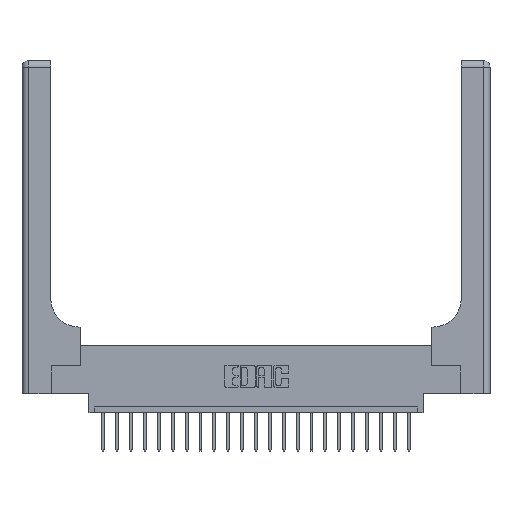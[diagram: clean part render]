
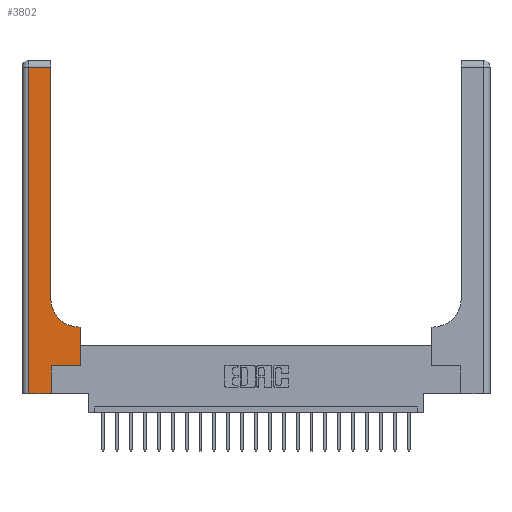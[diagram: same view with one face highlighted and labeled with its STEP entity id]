
A CAD part, top view. The second image highlights one B-rep face of the part: STEP entity #3802.
In plain terms, the highlighted planar face has unit normal (0, 0, 1).
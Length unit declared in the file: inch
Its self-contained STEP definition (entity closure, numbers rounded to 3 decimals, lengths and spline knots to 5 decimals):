
#369 = VECTOR ( 'NONE', #15919, 39.37008 ) ;
#507 = ORIENTED_EDGE ( 'NONE', *, *, #14267, .T. ) ;
#1115 = VECTOR ( 'NONE', #10018, 39.37008 ) ;
#1125 = CARTESIAN_POINT ( 'NONE',  ( 0.265, 0.25, 0.37 ) ) ;
#1179 = CARTESIAN_POINT ( 'NONE',  ( 0.265, 0., 0.37 ) ) ;
#1257 = DIRECTION ( 'NONE',  ( -1., 0., 0. ) ) ;
#1471 = CARTESIAN_POINT ( 'NONE',  ( 0.51, 0.6, 0.37 ) ) ;
#1688 = EDGE_CURVE ( 'NONE', #20942, #6914, #21744, .T. ) ;
#2041 = LINE ( 'NONE', #21008, #13912 ) ;
#2343 = VECTOR ( 'NONE', #14553, 39.37008 ) ;
#2631 = VERTEX_POINT ( 'NONE', #21262 ) ;
#2788 = FACE_OUTER_BOUND ( 'NONE', #5998, .T. ) ;
#2901 = DIRECTION ( 'NONE',  ( 0., 0., -1. ) ) ;
#2963 = ORIENTED_EDGE ( 'NONE', *, *, #10893, .T. ) ;
#2975 = LINE ( 'NONE', #18387, #7801 ) ;
#3062 = CARTESIAN_POINT ( 'NONE',  ( 0.26, 3., 0.37 ) ) ;
#3117 = EDGE_CURVE ( 'NONE', #6914, #15698, #20314, .T. ) ;
#3802 = ADVANCED_FACE ( 'NONE', ( #2788 ), #22092, .F. ) ;
#4038 = VECTOR ( 'NONE', #20367, 39.37008 ) ;
#5335 = EDGE_CURVE ( 'NONE', #15698, #16349, #2975, .T. ) ;
#5545 = LINE ( 'NONE', #11103, #2343 ) ;
#5669 = CARTESIAN_POINT ( 'NONE',  ( 0.06, 3., 0.37 ) ) ;
#5983 = CARTESIAN_POINT ( 'NONE',  ( 0.26, 2.94, 0.37 ) ) ;
#5998 = EDGE_LOOP ( 'NONE', ( #9695, #19223, #507, #2963, #6674, #9953, #21397, #19717, #7997 ) ) ;
#6070 = CARTESIAN_POINT ( 'NONE',  ( 0.06, 2.94, 0.37 ) ) ;
#6435 = CARTESIAN_POINT ( 'NONE',  ( 0.265, 0., 0.37 ) ) ;
#6674 = ORIENTED_EDGE ( 'NONE', *, *, #8428, .T. ) ;
#6914 = VERTEX_POINT ( 'NONE', #15784 ) ;
#7801 = VECTOR ( 'NONE', #1257, 39.37008 ) ;
#7997 = ORIENTED_EDGE ( 'NONE', *, *, #1688, .T. ) ;
#8092 = DIRECTION ( 'NONE',  ( 1., 0., 0. ) ) ;
#8428 = EDGE_CURVE ( 'NONE', #18626, #18229, #22195, .T. ) ;
#8437 = DIRECTION ( 'NONE',  ( 1., 0., 0. ) ) ;
#9305 = AXIS2_PLACEMENT_3D ( 'NONE', #20636, #18831, #8437 ) ;
#9508 = DIRECTION ( 'NONE',  ( -1., 0., 0. ) ) ;
#9695 = ORIENTED_EDGE ( 'NONE', *, *, #3117, .T. ) ;
#9771 = CARTESIAN_POINT ( 'NONE',  ( 0.265, 0.25, 0.37 ) ) ;
#9953 = ORIENTED_EDGE ( 'NONE', *, *, #17767, .T. ) ;
#10018 = DIRECTION ( 'NONE',  ( 0., 1., 0. ) ) ;
#10893 = EDGE_CURVE ( 'NONE', #20898, #18626, #21447, .T. ) ;
#11103 = CARTESIAN_POINT ( 'NONE',  ( 0.528, 0.25, 0.37 ) ) ;
#11375 = DIRECTION ( 'NONE',  ( 1., 0., 0. ) ) ;
#11722 = AXIS2_PLACEMENT_3D ( 'NONE', #14892, #2901, #9508 ) ;
#11743 = VECTOR ( 'NONE', #8092, 39.37008 ) ;
#11841 = LINE ( 'NONE', #1125, #11743 ) ;
#12862 = CARTESIAN_POINT ( 'NONE',  ( 0., 0., 0.37 ) ) ;
#13912 = VECTOR ( 'NONE', #19617, 39.37008 ) ;
#14099 = CARTESIAN_POINT ( 'NONE',  ( 0.06, 0., 0.37 ) ) ;
#14267 = EDGE_CURVE ( 'NONE', #16349, #20898, #21313, .T. ) ;
#14553 = DIRECTION ( 'NONE',  ( 0., 1., 0. ) ) ;
#14724 = VERTEX_POINT ( 'NONE', #14988 ) ;
#14892 = CARTESIAN_POINT ( 'NONE',  ( 0., 3., 0.37 ) ) ;
#14988 = CARTESIAN_POINT ( 'NONE',  ( 0.528, 0.25, 0.37 ) ) ;
#15404 = EDGE_CURVE ( 'NONE', #2631, #20942, #2041, .T. ) ;
#15698 = VERTEX_POINT ( 'NONE', #5983 ) ;
#15784 = CARTESIAN_POINT ( 'NONE',  ( 0.26, 0.85, 0.37 ) ) ;
#15919 = DIRECTION ( 'NONE',  ( 0., -1., 0. ) ) ;
#16349 = VERTEX_POINT ( 'NONE', #6070 ) ;
#16689 = VECTOR ( 'NONE', #11375, 39.37008 ) ;
#17767 = EDGE_CURVE ( 'NONE', #18229, #14724, #11841, .T. ) ;
#18229 = VERTEX_POINT ( 'NONE', #9771 ) ;
#18387 = CARTESIAN_POINT ( 'NONE',  ( 0., 2.94, 0.37 ) ) ;
#18626 = VERTEX_POINT ( 'NONE', #6435 ) ;
#18831 = DIRECTION ( 'NONE',  ( 0., 0., -1. ) ) ;
#19223 = ORIENTED_EDGE ( 'NONE', *, *, #5335, .T. ) ;
#19617 = DIRECTION ( 'NONE',  ( -1., 0., 0. ) ) ;
#19717 = ORIENTED_EDGE ( 'NONE', *, *, #15404, .T. ) ;
#19864 = EDGE_CURVE ( 'NONE', #14724, #2631, #5545, .T. ) ;
#20314 = LINE ( 'NONE', #3062, #1115 ) ;
#20367 = DIRECTION ( 'NONE',  ( 0., 1., 0. ) ) ;
#20636 = CARTESIAN_POINT ( 'NONE',  ( 0.51, 0.85, 0.37 ) ) ;
#20898 = VERTEX_POINT ( 'NONE', #14099 ) ;
#20942 = VERTEX_POINT ( 'NONE', #1471 ) ;
#21008 = CARTESIAN_POINT ( 'NONE',  ( 0.26, 0.6, 0.37 ) ) ;
#21262 = CARTESIAN_POINT ( 'NONE',  ( 0.528, 0.6, 0.37 ) ) ;
#21313 = LINE ( 'NONE', #5669, #369 ) ;
#21397 = ORIENTED_EDGE ( 'NONE', *, *, #19864, .T. ) ;
#21447 = LINE ( 'NONE', #12862, #16689 ) ;
#21744 = CIRCLE ( 'NONE', #9305, 0.25 ) ;
#22092 = PLANE ( 'NONE',  #11722 ) ;
#22195 = LINE ( 'NONE', #1179, #4038 ) ;
